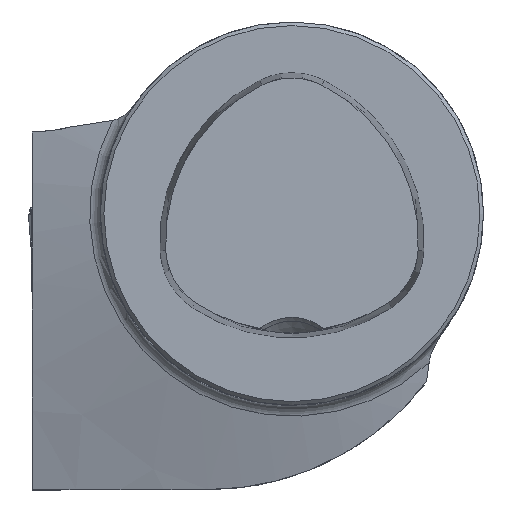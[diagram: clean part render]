
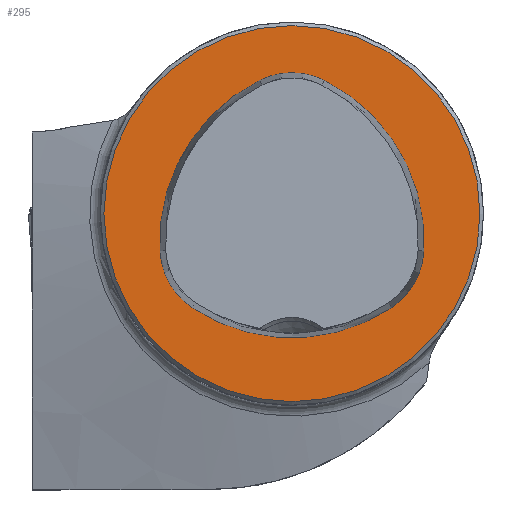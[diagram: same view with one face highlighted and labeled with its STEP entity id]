
A CAD part, top view. The second image highlights one B-rep face of the part: STEP entity #295.
In plain terms, the highlighted planar face has unit normal (0, 0, 1).
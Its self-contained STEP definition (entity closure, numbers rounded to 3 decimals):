
#124=FACE_BOUND('',#592,.T.);
#125=FACE_BOUND('',#593,.T.);
#232=CIRCLE('',#2406,15.063);
#234=CIRCLE('',#2409,15.063);
#235=CIRCLE('',#2410,6.063);
#236=CIRCLE('',#2411,15.063);
#237=CIRCLE('',#2412,6.063);
#238=CIRCLE('',#2413,6.063);
#239=CIRCLE('',#2414,15.7);
#295=ADVANCED_FACE('CU_E_LO_SU_1',(#124,#125),#405,.T.);
#405=PLANE('',#2415);
#592=EDGE_LOOP('',(#941,#942,#943,#944,#945,#946));
#593=EDGE_LOOP('',(#947));
#941=ORIENTED_EDGE('',*,*,#1760,.F.);
#942=ORIENTED_EDGE('',*,*,#1761,.F.);
#943=ORIENTED_EDGE('',*,*,#1762,.F.);
#944=ORIENTED_EDGE('',*,*,#1763,.F.);
#945=ORIENTED_EDGE('',*,*,#1757,.F.);
#946=ORIENTED_EDGE('',*,*,#1764,.F.);
#947=ORIENTED_EDGE('',*,*,#1765,.T.);
#1522=VERTEX_POINT('',#3852);
#1523=VERTEX_POINT('',#3854);
#1525=VERTEX_POINT('',#3860);
#1526=VERTEX_POINT('',#3861);
#1527=VERTEX_POINT('',#3863);
#1528=VERTEX_POINT('',#3865);
#1529=VERTEX_POINT('',#3869);
#1757=EDGE_CURVE('',#1522,#1523,#232,.T.);
#1760=EDGE_CURVE('',#1525,#1526,#234,.T.);
#1761=EDGE_CURVE('',#1527,#1525,#235,.T.);
#1762=EDGE_CURVE('',#1528,#1527,#236,.T.);
#1763=EDGE_CURVE('',#1523,#1528,#237,.T.);
#1764=EDGE_CURVE('',#1526,#1522,#238,.T.);
#1765=EDGE_CURVE('',#1529,#1529,#239,.T.);
#2406=AXIS2_PLACEMENT_3D('',#3853,#2757,#2758);
#2409=AXIS2_PLACEMENT_3D('',#3859,#2764,#2765);
#2410=AXIS2_PLACEMENT_3D('',#3862,#2766,#2767);
#2411=AXIS2_PLACEMENT_3D('',#3864,#2768,#2769);
#2412=AXIS2_PLACEMENT_3D('',#3866,#2770,#2771);
#2413=AXIS2_PLACEMENT_3D('',#3867,#2772,#2773);
#2414=AXIS2_PLACEMENT_3D('',#3868,#2774,#2775);
#2415=AXIS2_PLACEMENT_3D('',#3870,#2776,#2777);
#2757=DIRECTION('',(0.,0.,1.));
#2758=DIRECTION('',(1.,0.,0.));
#2764=DIRECTION('',(0.,0.,1.));
#2765=DIRECTION('',(1.,0.,0.));
#2766=DIRECTION('',(0.,0.,1.));
#2767=DIRECTION('',(1.,0.,0.));
#2768=DIRECTION('',(0.,0.,1.));
#2769=DIRECTION('',(1.,0.,0.));
#2770=DIRECTION('',(0.,0.,1.));
#2771=DIRECTION('',(1.,0.,0.));
#2772=DIRECTION('',(0.,0.,1.));
#2773=DIRECTION('',(1.,0.,0.));
#2774=DIRECTION('',(0.,0.,1.));
#2775=DIRECTION('',(1.,0.,0.));
#2776=DIRECTION('',(0.,0.,1.));
#2777=DIRECTION('',(1.,0.,0.));
#3852=CARTESIAN_POINT('',(-8.299,-7.87,0.));
#3853=CARTESIAN_POINT('',(0.,4.7,0.));
#3854=CARTESIAN_POINT('',(8.299,-7.87,0.));
#3859=CARTESIAN_POINT('',(4.029,-2.348,0.));
#3860=CARTESIAN_POINT('',(-2.714,11.121,0.));
#3861=CARTESIAN_POINT('',(-11.014,-3.122,0.));
#3862=CARTESIAN_POINT('',(0.,5.7,0.));
#3863=CARTESIAN_POINT('',(2.714,11.121,0.));
#3864=CARTESIAN_POINT('',(-4.029,-2.348,0.));
#3865=CARTESIAN_POINT('',(11.014,-3.122,0.));
#3866=CARTESIAN_POINT('',(4.959,-2.811,0.));
#3867=CARTESIAN_POINT('',(-4.959,-2.811,0.));
#3868=CARTESIAN_POINT('',(0.,0.,0.));
#3869=CARTESIAN_POINT('',(15.7,0.,0.));
#3870=CARTESIAN_POINT('',(0.,0.,0.));
